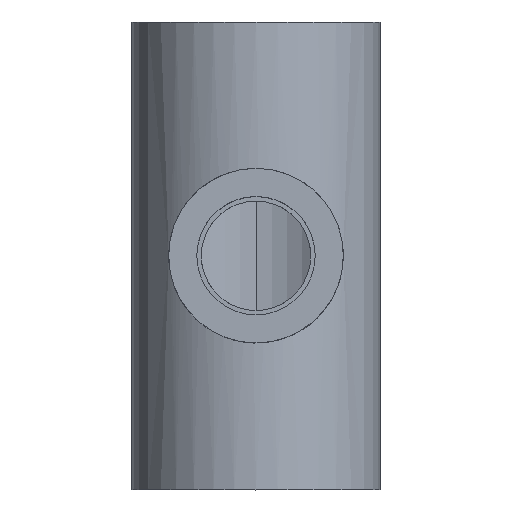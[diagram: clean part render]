
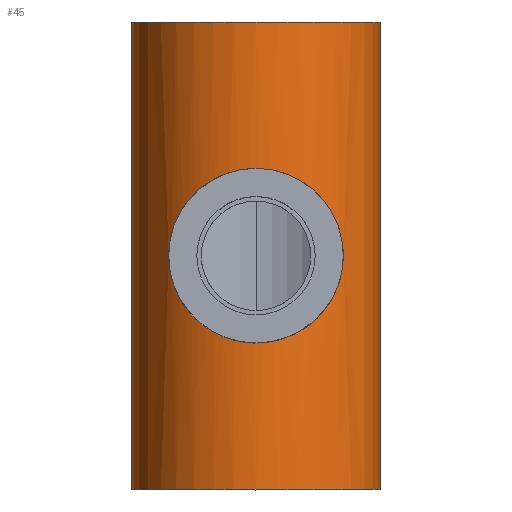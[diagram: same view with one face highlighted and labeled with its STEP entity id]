
A CAD part, top view. The second image highlights one B-rep face of the part: STEP entity #45.
In plain terms, the highlighted cylindrical face has radius 21 mm (diameter 42 mm), a partial arc.
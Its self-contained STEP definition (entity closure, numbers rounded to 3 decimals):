
#45=ADVANCED_FACE('',(#103,#104),#105,.T.);
#103=FACE_OUTER_BOUND('',#178,.T.);
#104=FACE_BOUND('',#179,.T.);
#105=CYLINDRICAL_SURFACE('',#180,21.0);
#178=EDGE_LOOP('',(#247,#248,#249,#250));
#179=EDGE_LOOP('',(#251,#252));
#180=AXIS2_PLACEMENT_3D('',#253,#254,#255);
#247=ORIENTED_EDGE('',*,*,#418,.F.);
#248=ORIENTED_EDGE('',*,*,#419,.F.);
#249=ORIENTED_EDGE('',*,*,#420,.F.);
#250=ORIENTED_EDGE('',*,*,#421,.F.);
#251=ORIENTED_EDGE('',*,*,#422,.T.);
#252=ORIENTED_EDGE('',*,*,#423,.T.);
#253=CARTESIAN_POINT('',(0.0,0.0,0.0));
#254=DIRECTION('',(0.0,-1.0,0.0));
#255=DIRECTION('',(1.0,0.0,0.0));
#418=EDGE_CURVE('',#484,#485,#486,.T.);
#419=EDGE_CURVE('',#487,#484,#488,.T.);
#420=EDGE_CURVE('',#489,#487,#490,.T.);
#421=EDGE_CURVE('',#485,#489,#491,.T.);
#422=EDGE_CURVE('',#492,#493,#494,.T.);
#423=EDGE_CURVE('',#493,#492,#495,.T.);
#484=VERTEX_POINT('',#580);
#485=VERTEX_POINT('',#581);
#486=LINE('',#582,#583);
#487=VERTEX_POINT('',#584);
#488=CIRCLE('',#585,21.0);
#489=VERTEX_POINT('',#586);
#490=LINE('',#587,#588);
#491=CIRCLE('',#589,21.0);
#492=VERTEX_POINT('',#590);
#493=VERTEX_POINT('',#591);
#494=B_SPLINE_CURVE_WITH_KNOTS('',3,(#592,#593,#594,#595,#596,#597,#598,#599,#600,#601,#602,#603,#604,#605,#606,#607,#608,#609,#610,#611,#612,#613,#614,#615,#616,#617,#618,#619,#620,#621,#622,#623,#624,#625,#626,#627,#628,#629,#630,#631,#632,#633),.UNSPECIFIED.,.F.,.F.,(4,2,2,2,2,2,2,2,2,2,2,2,2,2,2,2,2,2,2,2,4),(0.0,1.466,2.933,5.866,8.799,11.732,14.622,17.512,20.402,21.848,23.293,24.738,26.183,29.073,31.963,34.854,37.787,40.72,43.652,45.119,46.585),.UNSPECIFIED.);
#495=B_SPLINE_CURVE_WITH_KNOTS('',3,(#634,#635,#636,#637,#638,#639,#640,#641,#642,#643,#644,#645,#646,#647,#648,#649,#650,#651,#652,#653,#654,#655,#656,#657,#658,#659,#660,#661,#662,#663,#664,#665,#666,#667,#668,#669,#670,#671,#672,#673,#674,#675),.UNSPECIFIED.,.F.,.F.,(4,2,2,2,2,2,2,2,2,2,2,2,2,2,2,2,2,2,2,2,4),(46.585,48.052,49.518,52.451,55.384,58.317,61.207,64.097,66.988,68.433,69.878,71.323,72.768,75.658,78.549,81.439,84.372,87.305,90.238,91.704,93.171),.UNSPECIFIED.);
#580=CARTESIAN_POINT('',(21.0,39.5,0.0));
#581=CARTESIAN_POINT('',(21.0,-39.5,0.0));
#582=CARTESIAN_POINT('',(21.0,0.0,0.));
#583=VECTOR('',#840,1.0);
#584=CARTESIAN_POINT('',(-21.0,39.5,0.));
#585=AXIS2_PLACEMENT_3D('',#841,#842,#843);
#586=CARTESIAN_POINT('',(-21.0,-39.5,0.));
#587=CARTESIAN_POINT('',(-21.0,0.0,0.));
#588=VECTOR('',#844,1.0);
#589=AXIS2_PLACEMENT_3D('',#845,#846,#847);
#590=CARTESIAN_POINT('',(-14.75,0.0,14.948));
#591=CARTESIAN_POINT('',(14.75,0.,14.948));
#592=CARTESIAN_POINT('',(-14.75,0.0,14.948));
#593=CARTESIAN_POINT('',(-14.75,0.489,14.948));
#594=CARTESIAN_POINT('',(-14.726,0.98,14.972));
#595=CARTESIAN_POINT('',(-14.627,1.961,15.068));
#596=CARTESIAN_POINT('',(-14.553,2.45,15.14));
#597=CARTESIAN_POINT('',(-14.259,3.9,15.419));
#598=CARTESIAN_POINT('',(-13.965,4.846,15.691));
#599=CARTESIAN_POINT('',(-13.206,6.641,16.335));
#600=CARTESIAN_POINT('',(-12.74,7.493,16.707));
#601=CARTESIAN_POINT('',(-11.673,9.067,17.469));
#602=CARTESIAN_POINT('',(-11.071,9.789,17.86));
#603=CARTESIAN_POINT('',(-9.798,11.061,18.588));
#604=CARTESIAN_POINT('',(-9.082,11.661,18.954));
#605=CARTESIAN_POINT('',(-7.508,12.732,19.631));
#606=CARTESIAN_POINT('',(-6.65,13.203,19.942));
#607=CARTESIAN_POINT('',(-4.841,13.968,20.456));
#608=CARTESIAN_POINT('',(-3.887,14.263,20.66));
#609=CARTESIAN_POINT('',(-2.433,14.556,20.864));
#610=CARTESIAN_POINT('',(-1.945,14.629,20.915));
#611=CARTESIAN_POINT('',(-0.969,14.726,20.983));
#612=CARTESIAN_POINT('',(-0.482,14.75,21.0));
#613=CARTESIAN_POINT('',(0.482,14.75,21.0));
#614=CARTESIAN_POINT('',(0.969,14.726,20.983));
#615=CARTESIAN_POINT('',(1.945,14.629,20.915));
#616=CARTESIAN_POINT('',(2.433,14.556,20.864));
#617=CARTESIAN_POINT('',(3.887,14.263,20.66));
#618=CARTESIAN_POINT('',(4.841,13.968,20.456));
#619=CARTESIAN_POINT('',(6.65,13.203,19.942));
#620=CARTESIAN_POINT('',(7.508,12.732,19.631));
#621=CARTESIAN_POINT('',(9.082,11.661,18.954));
#622=CARTESIAN_POINT('',(9.798,11.061,18.588));
#623=CARTESIAN_POINT('',(11.071,9.789,17.86));
#624=CARTESIAN_POINT('',(11.673,9.067,17.469));
#625=CARTESIAN_POINT('',(12.74,7.493,16.707));
#626=CARTESIAN_POINT('',(13.206,6.641,16.335));
#627=CARTESIAN_POINT('',(13.965,4.846,15.691));
#628=CARTESIAN_POINT('',(14.259,3.9,15.419));
#629=CARTESIAN_POINT('',(14.553,2.45,15.14));
#630=CARTESIAN_POINT('',(14.627,1.961,15.068));
#631=CARTESIAN_POINT('',(14.726,0.98,14.972));
#632=CARTESIAN_POINT('',(14.75,0.489,14.948));
#633=CARTESIAN_POINT('',(14.75,0.,14.948));
#634=CARTESIAN_POINT('',(14.75,0.,14.948));
#635=CARTESIAN_POINT('',(14.75,-0.489,14.948));
#636=CARTESIAN_POINT('',(14.726,-0.98,14.972));
#637=CARTESIAN_POINT('',(14.627,-1.961,15.068));
#638=CARTESIAN_POINT('',(14.553,-2.45,15.14));
#639=CARTESIAN_POINT('',(14.259,-3.9,15.419));
#640=CARTESIAN_POINT('',(13.965,-4.846,15.691));
#641=CARTESIAN_POINT('',(13.206,-6.641,16.335));
#642=CARTESIAN_POINT('',(12.74,-7.493,16.707));
#643=CARTESIAN_POINT('',(11.673,-9.067,17.469));
#644=CARTESIAN_POINT('',(11.071,-9.789,17.86));
#645=CARTESIAN_POINT('',(9.798,-11.061,18.588));
#646=CARTESIAN_POINT('',(9.082,-11.661,18.954));
#647=CARTESIAN_POINT('',(7.508,-12.732,19.631));
#648=CARTESIAN_POINT('',(6.65,-13.203,19.942));
#649=CARTESIAN_POINT('',(4.841,-13.968,20.456));
#650=CARTESIAN_POINT('',(3.887,-14.263,20.66));
#651=CARTESIAN_POINT('',(2.433,-14.556,20.864));
#652=CARTESIAN_POINT('',(1.945,-14.629,20.915));
#653=CARTESIAN_POINT('',(0.969,-14.726,20.983));
#654=CARTESIAN_POINT('',(0.482,-14.75,21.0));
#655=CARTESIAN_POINT('',(-0.482,-14.75,21.0));
#656=CARTESIAN_POINT('',(-0.969,-14.726,20.983));
#657=CARTESIAN_POINT('',(-1.945,-14.629,20.915));
#658=CARTESIAN_POINT('',(-2.433,-14.556,20.864));
#659=CARTESIAN_POINT('',(-3.887,-14.263,20.66));
#660=CARTESIAN_POINT('',(-4.841,-13.968,20.456));
#661=CARTESIAN_POINT('',(-6.65,-13.203,19.942));
#662=CARTESIAN_POINT('',(-7.508,-12.732,19.631));
#663=CARTESIAN_POINT('',(-9.082,-11.661,18.954));
#664=CARTESIAN_POINT('',(-9.798,-11.061,18.588));
#665=CARTESIAN_POINT('',(-11.071,-9.789,17.86));
#666=CARTESIAN_POINT('',(-11.673,-9.067,17.469));
#667=CARTESIAN_POINT('',(-12.74,-7.493,16.707));
#668=CARTESIAN_POINT('',(-13.206,-6.641,16.335));
#669=CARTESIAN_POINT('',(-13.965,-4.846,15.691));
#670=CARTESIAN_POINT('',(-14.259,-3.9,15.419));
#671=CARTESIAN_POINT('',(-14.553,-2.45,15.14));
#672=CARTESIAN_POINT('',(-14.627,-1.961,15.068));
#673=CARTESIAN_POINT('',(-14.726,-0.98,14.972));
#674=CARTESIAN_POINT('',(-14.75,-0.489,14.948));
#675=CARTESIAN_POINT('',(-14.75,0.0,14.948));
#840=DIRECTION('',(0.0,-1.0,0.0));
#841=CARTESIAN_POINT('',(0.0,39.5,0.0));
#842=DIRECTION('',(-0.0,1.0,0.0));
#843=DIRECTION('',(1.0,0.0,0.0));
#844=DIRECTION('',(-0.0,1.0,-0.0));
#845=CARTESIAN_POINT('',(0.0,-39.5,0.0));
#846=DIRECTION('',(0.0,-1.0,0.0));
#847=DIRECTION('',(1.0,0.0,0.0));
